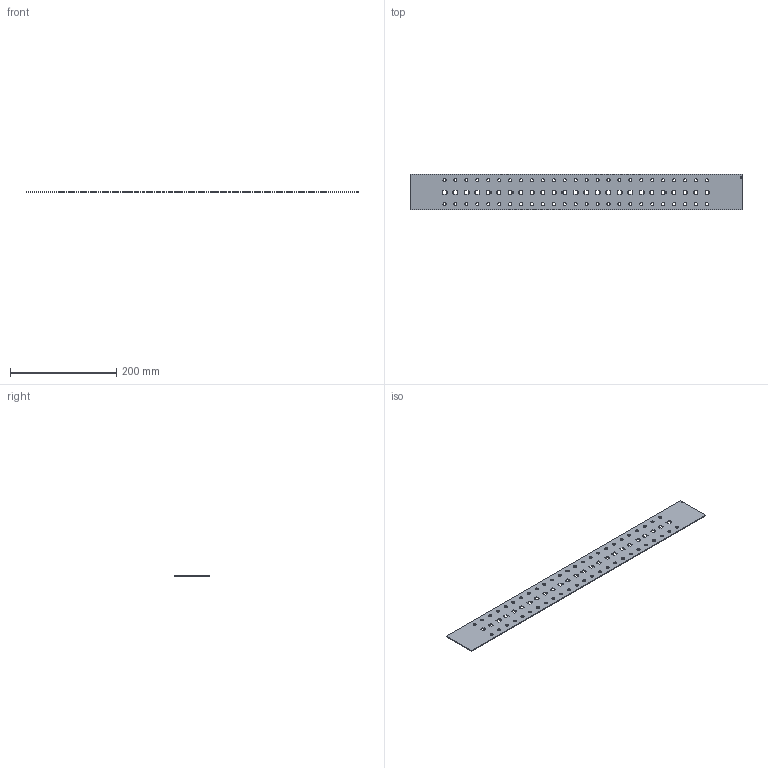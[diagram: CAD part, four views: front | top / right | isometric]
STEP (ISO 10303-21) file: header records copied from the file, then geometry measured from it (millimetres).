
FILE_DESCRIPTION(('KiCad electronic assembly'),'2;1');
FILE_NAME('BMS1.step','2023-10-25T12:06:40',('Pcbnew'),('Kicad'), 'Open CASCADE STEP processor 7.7','KiCad to STEP converter','Unknown' );
FILE_SCHEMA(('AUTOMOTIVE_DESIGN { 1 0 10303 214 1 1 1 1 }'));
Length unit declared in the file: millimetre
Products named in the file (2): BMS1 1; BMS1 PCB
Assembly tree (1 placements, depth 2):
  BMS1 1
    BMS1 PCB
Bounding box: 625.58 x 67.2 x 1.6 mm (x, y, z)
Volume: 63003.8 mm3; surface area: 83850.7 mm2
Topology: 1 solids, 1 shells, 208 faces, 618 edges, 412 vertices
Faces by surface type: plane 106, cylinder 102
Full cylindrical faces by diameter (mm): 1 x52, 5.8 x50
Entity records: 16227 total; most frequent: CARTESIAN_POINT 3700, DIRECTION 2274, LINE 1446, VECTOR 1446, ORIENTED_EDGE 1236, PCURVE 1236, DEFINITIONAL_REPRESENTATION 1236, EDGE_CURVE 618
